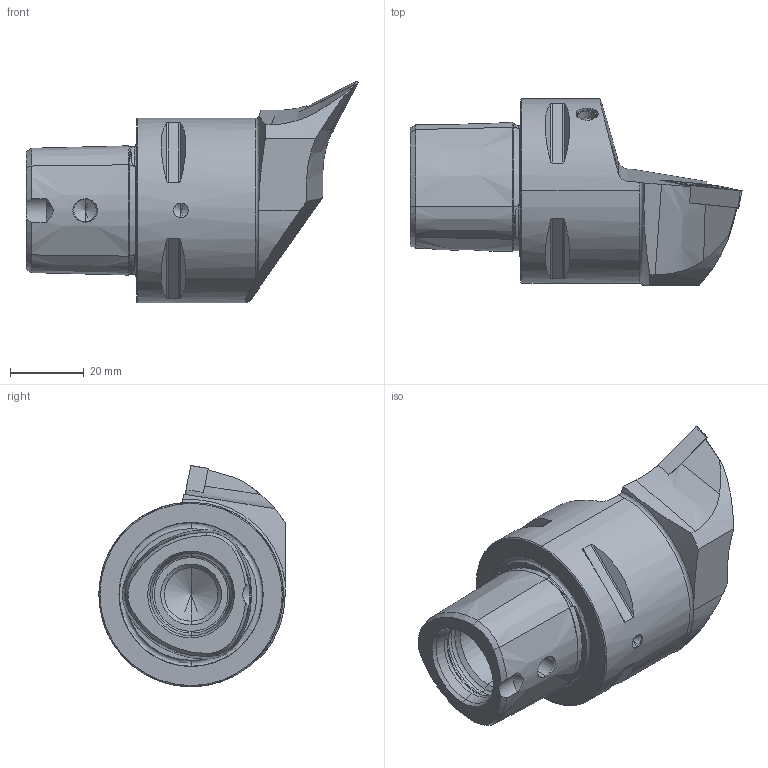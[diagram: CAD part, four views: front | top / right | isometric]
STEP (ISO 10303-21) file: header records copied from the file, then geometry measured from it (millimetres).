
FILE_DESCRIPTION (( 'STEP AP203' ), '1' );
FILE_NAME ('PS5-KVF.LPA.060.STEP', '2012-04-16T07:19:15', ( 'SwiAdmin' ), ( '' ), 'SwSTEP 2.0', 'SolidWorks 2012', '' );
FILE_SCHEMA (( 'CONFIG_CONTROL_DESIGN' ));
Length unit declared in the file: millimetre
Products named in the file (5): PS5-KVF.LPA.060; KVT_MB_600_060; VBMT160404; WCB-ER2.001.009_A; PS5-KVF.LPA.060_A
Assembly tree (4 placements, depth 2):
  PS5-KVF.LPA.060
    PS5-KVF.LPA.060_A
    WCB-ER2.001.009_A
    VBMT160404
    KVT_MB_600_060
Bounding box: 90.01 x 50.5 x 60.01 mm (x, y, z)
Volume: 86123.7 mm3; surface area: 18897.3 mm2
Topology: 5 solids, 5 shells, 272 faces, 659 edges, 393 vertices
Faces by surface type: cone 95, cylinder 66, plane 56, torus 35, bspline 16, sphere 4
Entity records: 9467 total; most frequent: CARTESIAN_POINT 2958, ORIENTED_EDGE 1280, DIRECTION 1229, EDGE_CURVE 640, AXIS2_PLACEMENT_3D 503, VERTEX_POINT 390, EDGE_LOOP 292, FACE_OUTER_BOUND 272
